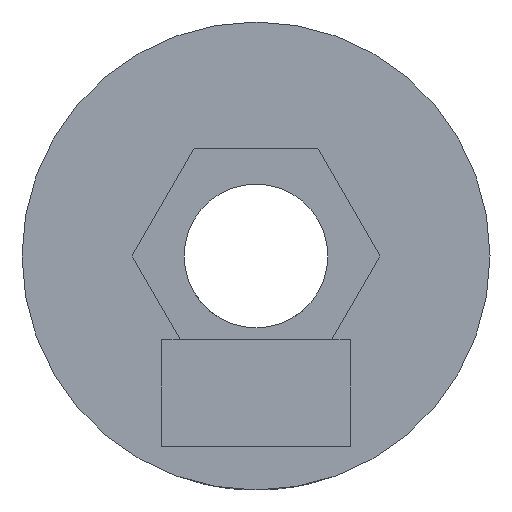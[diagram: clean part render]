
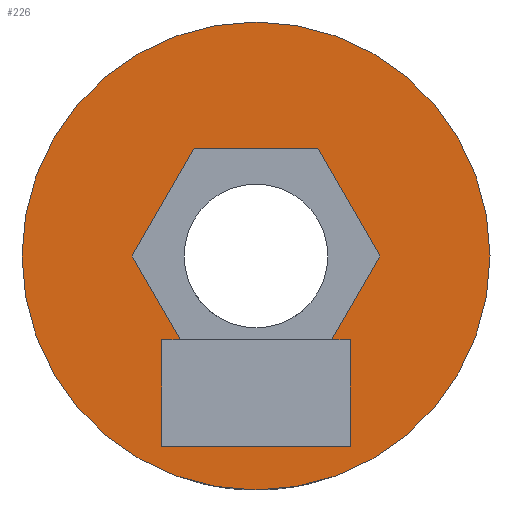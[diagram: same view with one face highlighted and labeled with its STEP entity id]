
A CAD part, front view. The second image highlights one B-rep face of the part: STEP entity #226.
In plain terms, the highlighted planar face has unit normal (0, -1, 0).
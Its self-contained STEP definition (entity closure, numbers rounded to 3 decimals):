
#31 = VERTEX_POINT('',#32);
#32 = CARTESIAN_POINT('',(0.,-28.,7.));
#38 = EDGE_CURVE('',#31,#31,#39,.T.);
#39 = CIRCLE('',#40,7.);
#40 = AXIS2_PLACEMENT_3D('',#41,#42,#43);
#41 = CARTESIAN_POINT('',(0.,-28.,0.));
#42 = DIRECTION('',(0.,1.,0.));
#43 = DIRECTION('',(0.,0.,1.));
#226 = ADVANCED_FACE('',(#227,#230),#312,.F.);
#227 = FACE_BOUND('',#228,.F.);
#228 = EDGE_LOOP('',(#229));
#229 = ORIENTED_EDGE('',*,*,#38,.T.);
#230 = FACE_BOUND('',#231,.F.);
#231 = EDGE_LOOP('',(#232,#242,#250,#258,#266,#274,#282,#290,#298,#306)
  );
#232 = ORIENTED_EDGE('',*,*,#233,.T.);
#233 = EDGE_CURVE('',#234,#236,#238,.T.);
#234 = VERTEX_POINT('',#235);
#235 = CARTESIAN_POINT('',(-1.853,-28.,3.21));
#236 = VERTEX_POINT('',#237);
#237 = CARTESIAN_POINT('',(-3.707,-28.,0.));
#238 = LINE('',#239,#240);
#239 = CARTESIAN_POINT('',(-1.853,-28.,3.21));
#240 = VECTOR('',#241,1.);
#241 = DIRECTION('',(-0.5,0.,-0.866));
#242 = ORIENTED_EDGE('',*,*,#243,.T.);
#243 = EDGE_CURVE('',#236,#244,#246,.T.);
#244 = VERTEX_POINT('',#245);
#245 = CARTESIAN_POINT('',(-2.263,-28.,-2.5));
#246 = LINE('',#247,#248);
#247 = CARTESIAN_POINT('',(-3.707,-28.,0.));
#248 = VECTOR('',#249,1.);
#249 = DIRECTION('',(0.5,0.,-0.866));
#250 = ORIENTED_EDGE('',*,*,#251,.T.);
#251 = EDGE_CURVE('',#244,#252,#254,.T.);
#252 = VERTEX_POINT('',#253);
#253 = CARTESIAN_POINT('',(-2.825,-28.,-2.5));
#254 = LINE('',#255,#256);
#255 = CARTESIAN_POINT('',(-1.413,-28.,-2.5));
#256 = VECTOR('',#257,1.);
#257 = DIRECTION('',(-1.,0.,0.));
#258 = ORIENTED_EDGE('',*,*,#259,.T.);
#259 = EDGE_CURVE('',#252,#260,#262,.T.);
#260 = VERTEX_POINT('',#261);
#261 = CARTESIAN_POINT('',(-2.825,-28.,-5.7));
#262 = LINE('',#263,#264);
#263 = CARTESIAN_POINT('',(-2.825,-28.,-2.85));
#264 = VECTOR('',#265,1.);
#265 = DIRECTION('',(0.,0.,-1.));
#266 = ORIENTED_EDGE('',*,*,#267,.T.);
#267 = EDGE_CURVE('',#260,#268,#270,.T.);
#268 = VERTEX_POINT('',#269);
#269 = CARTESIAN_POINT('',(2.825,-28.,-5.7));
#270 = LINE('',#271,#272);
#271 = CARTESIAN_POINT('',(1.413,-28.,-5.7));
#272 = VECTOR('',#273,1.);
#273 = DIRECTION('',(1.,0.,0.));
#274 = ORIENTED_EDGE('',*,*,#275,.T.);
#275 = EDGE_CURVE('',#268,#276,#278,.T.);
#276 = VERTEX_POINT('',#277);
#277 = CARTESIAN_POINT('',(2.825,-28.,-2.5));
#278 = LINE('',#279,#280);
#279 = CARTESIAN_POINT('',(2.825,-28.,-1.25));
#280 = VECTOR('',#281,1.);
#281 = DIRECTION('',(0.,0.,1.));
#282 = ORIENTED_EDGE('',*,*,#283,.T.);
#283 = EDGE_CURVE('',#276,#284,#286,.T.);
#284 = VERTEX_POINT('',#285);
#285 = CARTESIAN_POINT('',(2.263,-28.,-2.5));
#286 = LINE('',#287,#288);
#287 = CARTESIAN_POINT('',(-1.413,-28.,-2.5));
#288 = VECTOR('',#289,1.);
#289 = DIRECTION('',(-1.,0.,0.));
#290 = ORIENTED_EDGE('',*,*,#291,.T.);
#291 = EDGE_CURVE('',#284,#292,#294,.T.);
#292 = VERTEX_POINT('',#293);
#293 = CARTESIAN_POINT('',(3.707,-28.,0.));
#294 = LINE('',#295,#296);
#295 = CARTESIAN_POINT('',(1.853,-28.,-3.21));
#296 = VECTOR('',#297,1.);
#297 = DIRECTION('',(0.5,0.,0.866));
#298 = ORIENTED_EDGE('',*,*,#299,.T.);
#299 = EDGE_CURVE('',#292,#300,#302,.T.);
#300 = VERTEX_POINT('',#301);
#301 = CARTESIAN_POINT('',(1.853,-28.,3.21));
#302 = LINE('',#303,#304);
#303 = CARTESIAN_POINT('',(3.707,-28.,0.));
#304 = VECTOR('',#305,1.);
#305 = DIRECTION('',(-0.5,0.,0.866));
#306 = ORIENTED_EDGE('',*,*,#307,.T.);
#307 = EDGE_CURVE('',#300,#234,#308,.T.);
#308 = LINE('',#309,#310);
#309 = CARTESIAN_POINT('',(1.853,-28.,3.21));
#310 = VECTOR('',#311,1.);
#311 = DIRECTION('',(-1.,0.,0.));
#312 = PLANE('',#313);
#313 = AXIS2_PLACEMENT_3D('',#314,#315,#316);
#314 = CARTESIAN_POINT('',(0.,-28.,0.));
#315 = DIRECTION('',(0.,1.,0.));
#316 = DIRECTION('',(0.,0.,1.));
